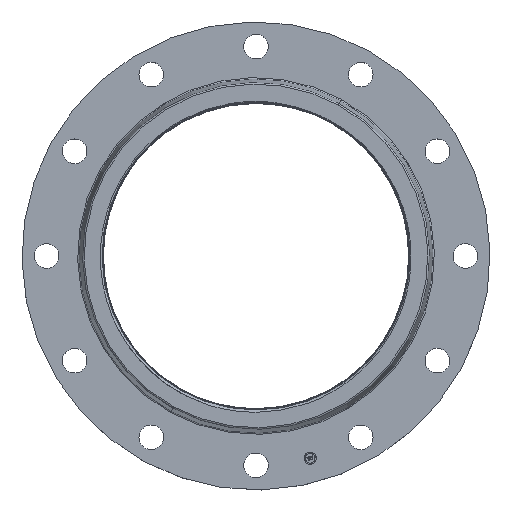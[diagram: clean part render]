
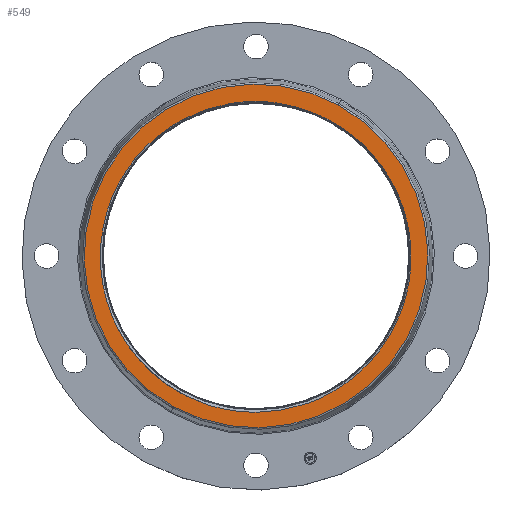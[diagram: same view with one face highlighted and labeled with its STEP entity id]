
A CAD part, top view. The second image highlights one B-rep face of the part: STEP entity #549.
In plain terms, the highlighted planar face has unit normal (0, 0, 1).
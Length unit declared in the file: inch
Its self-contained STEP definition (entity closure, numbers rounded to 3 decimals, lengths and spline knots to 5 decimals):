
#405=AXIS2_PLACEMENT_3D('Plane Axis2P3D',#402,#403,#404) ;
#409=AXIS2_PLACEMENT_3D('Circle Axis2P3D',#407,#408,$) ;
#418=AXIS2_PLACEMENT_3D('Circle Axis2P3D',#416,#417,$) ;
#427=AXIS2_PLACEMENT_3D('Circle Axis2P3D',#425,#426,$) ;
#402=CARTESIAN_POINT('Axis2P3D Location',(0.,6.97567,2.12)) ;
#407=CARTESIAN_POINT('Axis2P3D Location',(0.,0.,2.12)) ;
#411=CARTESIAN_POINT('Vertex',(3.34431,6.12173,2.12)) ;
#413=CARTESIAN_POINT('Vertex',(-3.34431,-6.12173,2.12)) ;
#416=CARTESIAN_POINT('Axis2P3D Location',(0.,0.,2.12)) ;
#425=CARTESIAN_POINT('Axis2P3D Location',(0.,0.,2.12)) ;
#429=CARTESIAN_POINT('Vertex',(2.50345,5.73543,2.12)) ;
#431=CARTESIAN_POINT('Vertex',(2.97533,5.50544,2.12)) ;
#435=CARTESIAN_POINT('Control Point',(2.97533,5.50544,2.12)) ;
#436=CARTESIAN_POINT('Control Point',(3.30482,5.32964,2.12)) ;
#437=CARTESIAN_POINT('Control Point',(3.62124,5.12924,2.12)) ;
#438=CARTESIAN_POINT('Control Point',(3.92215,4.90554,2.12)) ;
#439=CARTESIAN_POINT('Control Point',(4.52493,4.38328,2.12)) ;
#440=CARTESIAN_POINT('Control Point',(5.03849,3.77177,2.12)) ;
#441=CARTESIAN_POINT('Control Point',(5.28292,3.42521,2.12)) ;
#442=CARTESIAN_POINT('Control Point',(5.69471,2.72233,2.12)) ;
#443=CARTESIAN_POINT('Control Point',(5.98832,1.96225,2.12)) ;
#444=CARTESIAN_POINT('Control Point',(6.10063,1.58715,2.12)) ;
#445=CARTESIAN_POINT('Control Point',(6.2386,0.94983,2.12)) ;
#446=CARTESIAN_POINT('Control Point',(6.29333,0.30087,2.12)) ;
#447=CARTESIAN_POINT('Control Point',(6.30177,0.04038,2.12)) ;
#448=CARTESIAN_POINT('Control Point',(6.28857,-0.64344,2.12)) ;
#449=CARTESIAN_POINT('Control Point',(6.18295,-1.32086,2.12)) ;
#450=CARTESIAN_POINT('Control Point',(6.08242,-1.73383,2.12)) ;
#451=CARTESIAN_POINT('Control Point',(5.81298,-2.53915,2.12)) ;
#452=CARTESIAN_POINT('Control Point',(5.41301,-3.28865,2.12)) ;
#453=CARTESIAN_POINT('Control Point',(5.18194,-3.64583,2.12)) ;
#454=CARTESIAN_POINT('Control Point',(4.67088,-4.3067,2.12)) ;
#455=CARTESIAN_POINT('Control Point',(4.05837,-4.87524,2.12)) ;
#456=CARTESIAN_POINT('Control Point',(3.73537,-5.12962,2.12)) ;
#457=CARTESIAN_POINT('Control Point',(3.39311,-5.35681,2.12)) ;
#458=CARTESIAN_POINT('Control Point',(3.03474,-5.55506,2.12)) ;
#459=CARTESIAN_POINT('Vertex',(3.03474,-5.55506,2.12)) ;
#463=CARTESIAN_POINT('Control Point',(0.,-6.34673,2.12)) ;
#464=CARTESIAN_POINT('Control Point',(0.42453,-6.34448,2.12)) ;
#465=CARTESIAN_POINT('Control Point',(0.84878,-6.30674,2.12)) ;
#466=CARTESIAN_POINT('Control Point',(1.26879,-6.23354,2.12)) ;
#467=CARTESIAN_POINT('Control Point',(1.88404,-6.07223,2.12)) ;
#468=CARTESIAN_POINT('Control Point',(2.47268,-5.83629,2.12)) ;
#469=CARTESIAN_POINT('Control Point',(2.66397,-5.75027,2.12)) ;
#470=CARTESIAN_POINT('Control Point',(2.85146,-5.65645,2.12)) ;
#471=CARTESIAN_POINT('Control Point',(3.03474,-5.55506,2.12)) ;
#472=CARTESIAN_POINT('Vertex',(0.,-6.34673,2.12)) ;
#476=CARTESIAN_POINT('Control Point',(-1.86933,-6.07568,2.12)) ;
#477=CARTESIAN_POINT('Control Point',(-1.50628,-6.18529,2.12)) ;
#478=CARTESIAN_POINT('Control Point',(-1.13507,-6.26781,2.12)) ;
#479=CARTESIAN_POINT('Control Point',(-0.7584,-6.32243,2.12)) ;
#480=CARTESIAN_POINT('Control Point',(-0.37909,-6.34873,2.12)) ;
#481=CARTESIAN_POINT('Control Point',(0.,-6.34673,2.12)) ;
#482=CARTESIAN_POINT('Vertex',(-1.86933,-6.07568,2.12)) ;
#486=CARTESIAN_POINT('Control Point',(-1.86933,-6.07568,2.12)) ;
#487=CARTESIAN_POINT('Control Point',(-2.27489,-5.94878,2.12)) ;
#488=CARTESIAN_POINT('Control Point',(-2.6697,-5.78803,2.12)) ;
#489=CARTESIAN_POINT('Control Point',(-3.05,-5.59464,2.12)) ;
#490=CARTESIAN_POINT('Control Point',(-3.77459,-5.14621,2.12)) ;
#491=CARTESIAN_POINT('Control Point',(-4.41435,-4.58396,2.12)) ;
#492=CARTESIAN_POINT('Control Point',(-4.70991,-4.27668,2.12)) ;
#493=CARTESIAN_POINT('Control Point',(-5.24667,-3.61583,2.12)) ;
#494=CARTESIAN_POINT('Control Point',(-5.66605,-2.87508,2.12)) ;
#495=CARTESIAN_POINT('Control Point',(-5.84413,-2.48807,2.12)) ;
#496=CARTESIAN_POINT('Control Point',(-6.05579,-1.90339,2.12)) ;
#497=CARTESIAN_POINT('Control Point',(-6.1942,-1.29899,2.12)) ;
#498=CARTESIAN_POINT('Control Point',(-6.2305,-1.10658,2.12)) ;
#499=CARTESIAN_POINT('Control Point',(-6.29774,-0.65486,2.12)) ;
#500=CARTESIAN_POINT('Control Point',(-6.32404,-0.19874,2.12)) ;
#501=CARTESIAN_POINT('Control Point',(-6.3256,0.0624,2.12)) ;
#502=CARTESIAN_POINT('Control Point',(-6.29434,0.74682,2.12)) ;
#503=CARTESIAN_POINT('Control Point',(-6.17091,1.42195,2.12)) ;
#504=CARTESIAN_POINT('Control Point',(-6.05958,1.83242,2.12)) ;
#505=CARTESIAN_POINT('Control Point',(-5.76919,2.63061,2.12)) ;
#506=CARTESIAN_POINT('Control Point',(-5.35008,3.36896,2.12)) ;
#507=CARTESIAN_POINT('Control Point',(-5.10999,3.7196,2.12)) ;
#508=CARTESIAN_POINT('Control Point',(-4.59622,4.3491,2.12)) ;
#509=CARTESIAN_POINT('Control Point',(-3.98899,4.88802,2.12)) ;
#510=CARTESIAN_POINT('Control Point',(-3.67969,5.12261,2.12)) ;
#511=CARTESIAN_POINT('Control Point',(-3.35362,5.33248,2.12)) ;
#512=CARTESIAN_POINT('Control Point',(-3.01349,5.51616,2.12)) ;
#513=CARTESIAN_POINT('Vertex',(-3.01349,5.51616,2.12)) ;
#517=CARTESIAN_POINT('Control Point',(-3.01349,5.51616,2.12)) ;
#518=CARTESIAN_POINT('Control Point',(-2.64176,5.71692,2.12)) ;
#519=CARTESIAN_POINT('Control Point',(-2.25322,5.88641,2.12)) ;
#520=CARTESIAN_POINT('Control Point',(-1.8514,6.02273,2.12)) ;
#521=CARTESIAN_POINT('Control Point',(-1.23987,6.17423,2.12)) ;
#522=CARTESIAN_POINT('Control Point',(-0.61609,6.2482,2.12)) ;
#523=CARTESIAN_POINT('Control Point',(-0.41098,6.26404,2.12)) ;
#524=CARTESIAN_POINT('Control Point',(-0.20546,6.27146,2.12)) ;
#525=CARTESIAN_POINT('Control Point',(0.,6.27046,2.12)) ;
#526=CARTESIAN_POINT('Vertex',(0.,6.27046,2.12)) ;
#530=CARTESIAN_POINT('Control Point',(2.50345,5.73543,2.12)) ;
#531=CARTESIAN_POINT('Control Point',(2.16652,5.88445,2.12)) ;
#532=CARTESIAN_POINT('Control Point',(1.81852,6.00871,2.12)) ;
#533=CARTESIAN_POINT('Control Point',(1.46187,6.10713,2.12)) ;
#534=CARTESIAN_POINT('Control Point',(0.95465,6.20759,2.12)) ;
#535=CARTESIAN_POINT('Control Point',(0.44076,6.25541,2.12)) ;
#536=CARTESIAN_POINT('Control Point',(0.29399,6.26473,2.12)) ;
#537=CARTESIAN_POINT('Control Point',(0.14701,6.26975,2.12)) ;
#538=CARTESIAN_POINT('Control Point',(0.,6.27046,2.12)) ;
#403=DIRECTION('Axis2P3D Direction',(0.,0.,-0.039)) ;
#404=DIRECTION('Axis2P3D XDirection',(0.039,0.,0.)) ;
#408=DIRECTION('Axis2P3D Direction',(0.,0.,-0.039)) ;
#417=DIRECTION('Axis2P3D Direction',(0.,0.,-0.039)) ;
#426=DIRECTION('Axis2P3D Direction',(0.,0.,-0.039)) ;
#422=ORIENTED_EDGE('',*,*,#415,.F.) ;
#423=ORIENTED_EDGE('',*,*,#420,.F.) ;
#541=ORIENTED_EDGE('',*,*,#433,.T.) ;
#542=ORIENTED_EDGE('',*,*,#461,.T.) ;
#543=ORIENTED_EDGE('',*,*,#474,.F.) ;
#544=ORIENTED_EDGE('',*,*,#484,.F.) ;
#545=ORIENTED_EDGE('',*,*,#515,.T.) ;
#546=ORIENTED_EDGE('',*,*,#528,.T.) ;
#547=ORIENTED_EDGE('',*,*,#539,.F.) ;
#548=FACE_BOUND('',#540,.T.) ;
#549=ADVANCED_FACE('PartBody',(#424,#548),#406,.F.) ;
#434=B_SPLINE_CURVE_WITH_KNOTS('',5,(#435,#436,#437,#438,#439,#440,#441,#442,#443,#444,#445,#446,#447,#448,#449,#450,#451,#452,#453,#454,#455,#456,#457,#458),.UNSPECIFIED.,.F.,.U.,(6,3,3,3,3,3,3,6),(8.68614,76.0861,152.16417,222.35219,269.13334,345.16724,421.20917,494.63653),.UNSPECIFIED.) ;
#462=B_SPLINE_CURVE_WITH_KNOTS('',5,(#463,#464,#465,#466,#467,#468,#469,#470,#471),.UNSPECIFIED.,.F.,.U.,(6,3,6),(0.,76.01187,113.56424),.UNSPECIFIED.) ;
#475=B_SPLINE_CURVE_WITH_KNOTS('',5,(#476,#477,#478,#479,#480,#481),.UNSPECIFIED.,.F.,.U.,(6,6),(0.,67.87508),.UNSPECIFIED.) ;
#485=B_SPLINE_CURVE_WITH_KNOTS('',5,(#486,#487,#488,#489,#490,#491,#492,#493,#494,#495,#496,#497,#498,#499,#500,#501,#502,#503,#504,#505,#506,#507,#508,#509,#510,#511,#512),.UNSPECIFIED.,.F.,.U.,(6,3,3,3,3,3,3,3,6),(0.,76.05704,152.13444,228.17875,263.26307,310.03711,386.06,462.08992,531.62756),.UNSPECIFIED.) ;
#516=B_SPLINE_CURVE_WITH_KNOTS('',5,(#517,#518,#519,#520,#521,#522,#523,#524,#525),.UNSPECIFIED.,.F.,.U.,(6,3,6),(0.,76.00061,113.00471),.UNSPECIFIED.) ;
#529=B_SPLINE_CURVE_WITH_KNOTS('',5,(#530,#531,#532,#533,#534,#535,#536,#537,#538),.UNSPECIFIED.,.F.,.U.,(6,3,6),(9.5696,76.02953,102.50668),.UNSPECIFIED.) ;
#410=CIRCLE('generated circle',#409,6.97567) ;
#419=CIRCLE('generated circle',#418,6.97567) ;
#428=CIRCLE('generated circle',#427,6.25799) ;
#415=EDGE_CURVE('',#412,#414,#410,.T.) ;
#420=EDGE_CURVE('',#414,#412,#419,.T.) ;
#433=EDGE_CURVE('',#430,#432,#428,.T.) ;
#461=EDGE_CURVE('',#432,#460,#434,.T.) ;
#474=EDGE_CURVE('',#473,#460,#462,.T.) ;
#484=EDGE_CURVE('',#483,#473,#475,.T.) ;
#515=EDGE_CURVE('',#483,#514,#485,.T.) ;
#528=EDGE_CURVE('',#514,#527,#516,.T.) ;
#539=EDGE_CURVE('',#430,#527,#529,.T.) ;
#421=EDGE_LOOP('',(#422,#423)) ;
#540=EDGE_LOOP('',(#541,#542,#543,#544,#545,#546,#547)) ;
#424=FACE_OUTER_BOUND('',#421,.T.) ;
#406=PLANE('',#405) ;
#412=VERTEX_POINT('',#411) ;
#414=VERTEX_POINT('',#413) ;
#430=VERTEX_POINT('',#429) ;
#432=VERTEX_POINT('',#431) ;
#460=VERTEX_POINT('',#459) ;
#473=VERTEX_POINT('',#472) ;
#483=VERTEX_POINT('',#482) ;
#514=VERTEX_POINT('',#513) ;
#527=VERTEX_POINT('',#526) ;
